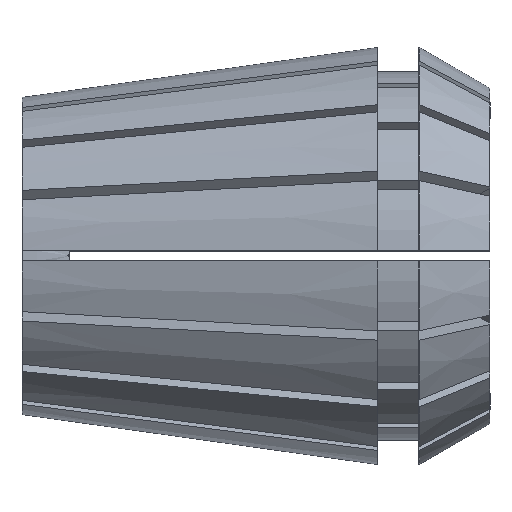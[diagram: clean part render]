
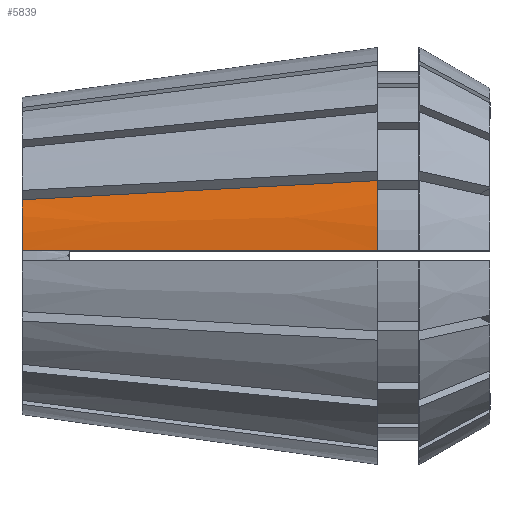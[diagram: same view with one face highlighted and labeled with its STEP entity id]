
A CAD part, top view. The second image highlights one B-rep face of the part: STEP entity #5839.
In plain terms, the highlighted conical face has half-angle 8 degrees and reference radius 20.5 mm.
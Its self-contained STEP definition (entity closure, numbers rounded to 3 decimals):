
#12 = ORIENTED_EDGE ( 'NONE', *, *, #835, .T. ) ;
#40 = CARTESIAN_POINT ( 'NONE',  ( 0., 0., 0. ) ) ;
#135 = VERTEX_POINT ( 'NONE', #4685 ) ;
#340 = CARTESIAN_POINT ( 'NONE',  ( 11.633, 6.129, 16.104 ) ) ;
#431 = CARTESIAN_POINT ( 'NONE',  ( 34.9, 0.5, 20.494 ) ) ;
#458 = CARTESIAN_POINT ( 'NONE',  ( 2.86, 0.5, 15.99 ) ) ;
#574 = DIRECTION ( 'NONE',  ( 0., 0., 1. ) ) ;
#621 = VERTEX_POINT ( 'NONE', #2011 ) ;
#625 = AXIS2_PLACEMENT_3D ( 'NONE', #5594, #2425, #1890 ) ;
#835 = EDGE_CURVE ( 'NONE', #135, #621, #2148, .T. ) ;
#902 = CARTESIAN_POINT ( 'NONE',  ( 0., 5.503, 14.592 ) ) ;
#981 = CARTESIAN_POINT ( 'NONE',  ( 0., 0.5, 15.587 ) ) ;
#1123 = EDGE_LOOP ( 'NONE', ( #12, #6203, #1692, #4213 ) ) ;
#1502 = EDGE_CURVE ( 'NONE', #135, #4074, #6331, .T. ) ;
#1692 = ORIENTED_EDGE ( 'NONE', *, *, #2415, .F. ) ;
#1739 = DIRECTION ( 'NONE',  ( -1., 0., 0. ) ) ;
#1890 = DIRECTION ( 'NONE',  ( 0., 0., -1. ) ) ;
#2011 = CARTESIAN_POINT ( 'NONE',  ( 34.9, 7.381, 19.126 ) ) ;
#2148 = CIRCLE ( 'NONE', #4863, 20.5 ) ;
#2415 = EDGE_CURVE ( 'NONE', #4074, #2823, #3006, .T. ) ;
#2425 = DIRECTION ( 'NONE',  ( 1., 0., 0. ) ) ;
#2556 = CARTESIAN_POINT ( 'NONE',  ( 33.268, 0.5, 20.265 ) ) ;
#2823 = VERTEX_POINT ( 'NONE', #902 ) ;
#2977 = CARTESIAN_POINT ( 'NONE',  ( 34.9, 7.381, 19.126 ) ) ;
#3006 = CIRCLE ( 'NONE', #6656, 15.595 ) ;
#3099 = CARTESIAN_POINT ( 'NONE',  ( 23.065, 0.5, 18.83 ) ) ;
#3619 = CARTESIAN_POINT ( 'NONE',  ( 4.29, 0.5, 16.191 ) ) ;
#3727 = DIRECTION ( 'NONE',  ( -1., 0., 0. ) ) ;
#4033 = CARTESIAN_POINT ( 'NONE',  ( 0., 5.503, 14.592 ) ) ;
#4074 = VERTEX_POINT ( 'NONE', #5969 ) ;
#4139 = CARTESIAN_POINT ( 'NONE',  ( 1.43, 0.5, 15.789 ) ) ;
#4213 = ORIENTED_EDGE ( 'NONE', *, *, #1502, .F. ) ;
#4260 = B_SPLINE_CURVE_WITH_KNOTS ( 'NONE', 3,
 ( #2977, #6117, #340, #4033 ),
 .UNSPECIFIED., .F., .F.,
 ( 4, 4 ),
 ( 0., 0.035 ),
 .UNSPECIFIED. ) ;
#4685 = CARTESIAN_POINT ( 'NONE',  ( 34.9, 0.5, 20.494 ) ) ;
#4863 = AXIS2_PLACEMENT_3D ( 'NONE', #4876, #1739, #5415 ) ;
#4876 = CARTESIAN_POINT ( 'NONE',  ( 34.9, 0., 0. ) ) ;
#5308 = EDGE_CURVE ( 'NONE', #621, #2823, #4260, .T. ) ;
#5415 = DIRECTION ( 'NONE',  ( 0., 0., 1. ) ) ;
#5594 = CARTESIAN_POINT ( 'NONE',  ( 34.9, 0., 0. ) ) ;
#5683 = CONICAL_SURFACE ( 'NONE', #625, 20.5, 0.14 ) ;
#5701 = CARTESIAN_POINT ( 'NONE',  ( 34.084, 0.5, 20.38 ) ) ;
#5839 = ADVANCED_FACE ( 'NONE', ( #6165 ), #5683, .T. ) ;
#5969 = CARTESIAN_POINT ( 'NONE',  ( 0., 0.5, 15.587 ) ) ;
#6117 = CARTESIAN_POINT ( 'NONE',  ( 23.267, 6.755, 17.615 ) ) ;
#6165 = FACE_OUTER_BOUND ( 'NONE', #1123, .T. ) ;
#6203 = ORIENTED_EDGE ( 'NONE', *, *, #5308, .T. ) ;
#6238 = CARTESIAN_POINT ( 'NONE',  ( 32.452, 0.5, 20.15 ) ) ;
#6331 = B_SPLINE_CURVE_WITH_KNOTS ( 'NONE', 3,
 ( #431, #5701, #2556, #6238, #3099, #6771, #3619, #458, #4139, #981 ),
 .UNSPECIFIED., .F., .F.,
 ( 4, 3, 3, 4 ),
 ( 0.076, 0.079, 0.107, 0.111 ),
 .UNSPECIFIED. ) ;
#6656 = AXIS2_PLACEMENT_3D ( 'NONE', #40, #3727, #574 ) ;
#6771 = CARTESIAN_POINT ( 'NONE',  ( 13.678, 0.5, 17.511 ) ) ;
